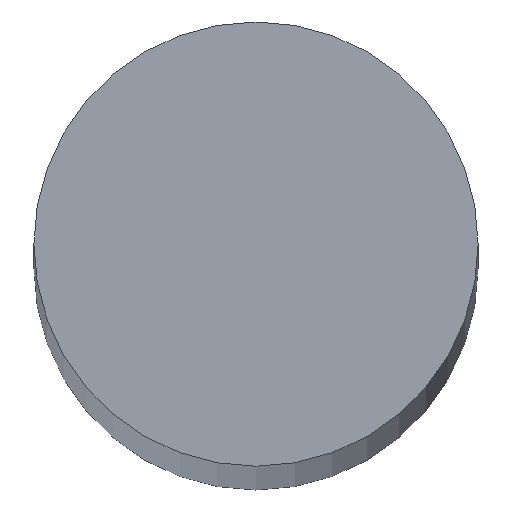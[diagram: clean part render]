
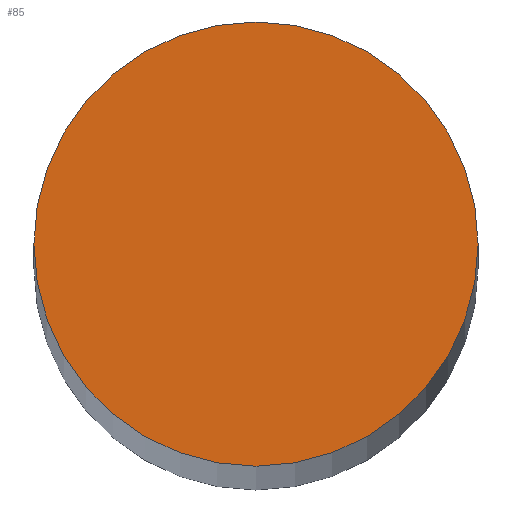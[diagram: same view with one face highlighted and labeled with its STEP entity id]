
A CAD part, top view. The second image highlights one B-rep face of the part: STEP entity #85.
In plain terms, the highlighted planar face has unit normal (0, 0, 1).
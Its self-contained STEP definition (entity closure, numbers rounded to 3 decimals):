
#8 = DIRECTION ( 'NONE',  ( 1., 0., 0. ) ) ;
#9 = PLANE ( 'NONE',  #18 ) ;
#13 = CIRCLE ( 'NONE', #34, 2.95 ) ;
#18 = AXIS2_PLACEMENT_3D ( 'NONE', #21, #100, #135 ) ;
#21 = CARTESIAN_POINT ( 'NONE',  ( 0., 0., 181. ) ) ;
#31 = CARTESIAN_POINT ( 'NONE',  ( 0., 0., 181. ) ) ;
#34 = AXIS2_PLACEMENT_3D ( 'NONE', #31, #134, #8 ) ;
#35 = EDGE_CURVE ( 'NONE', #36, #46, #44, .T. ) ;
#36 = VERTEX_POINT ( 'NONE', #111 ) ;
#43 = CARTESIAN_POINT ( 'NONE',  ( -2.95, 0., 181. ) ) ;
#44 = CIRCLE ( 'NONE', #106, 2.95 ) ;
#45 = FACE_OUTER_BOUND ( 'NONE', #103, .T. ) ;
#46 = VERTEX_POINT ( 'NONE', #43 ) ;
#64 = DIRECTION ( 'NONE',  ( 0., 0., 1. ) ) ;
#84 = ORIENTED_EDGE ( 'NONE', *, *, #35, .T. ) ;
#85 = ADVANCED_FACE ( 'NONE', ( #45 ), #9, .T. ) ;
#100 = DIRECTION ( 'NONE',  ( 0., 0., 1. ) ) ;
#103 = EDGE_LOOP ( 'NONE', ( #115, #84 ) ) ;
#106 = AXIS2_PLACEMENT_3D ( 'NONE', #123, #64, #113 ) ;
#110 = EDGE_CURVE ( 'NONE', #46, #36, #13, .T. ) ;
#111 = CARTESIAN_POINT ( 'NONE',  ( 2.95, 0., 181. ) ) ;
#113 = DIRECTION ( 'NONE',  ( 1., 0., 0. ) ) ;
#115 = ORIENTED_EDGE ( 'NONE', *, *, #110, .T. ) ;
#123 = CARTESIAN_POINT ( 'NONE',  ( 0., 0., 181. ) ) ;
#134 = DIRECTION ( 'NONE',  ( 0., 0., 1. ) ) ;
#135 = DIRECTION ( 'NONE',  ( 1., 0., 0. ) ) ;
